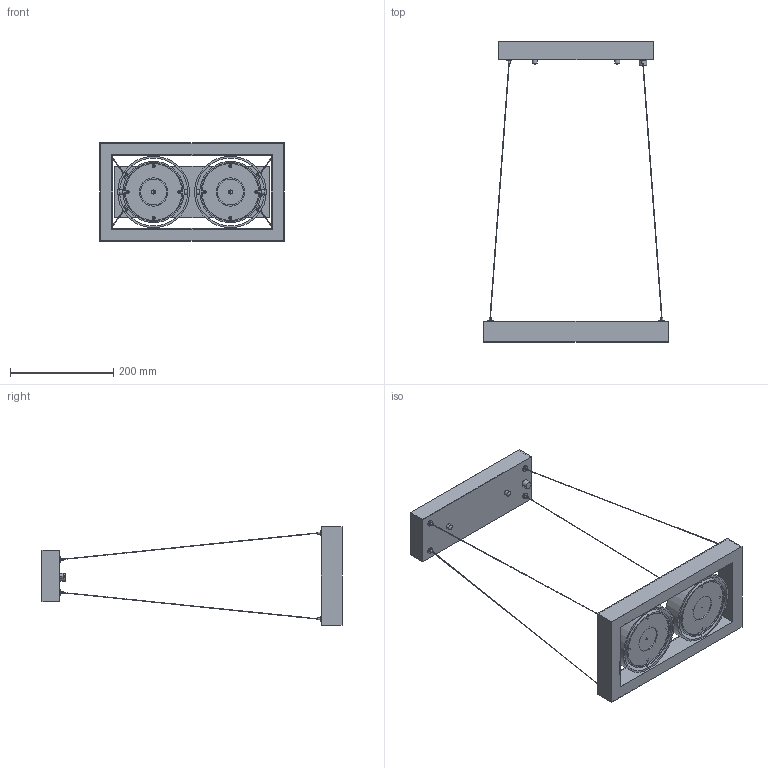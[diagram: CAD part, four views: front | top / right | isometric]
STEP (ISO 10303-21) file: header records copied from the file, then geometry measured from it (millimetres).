
FILE_DESCRIPTION (( 'STEP AP214' ), '1' );
FILE_NAME ('LPL358.STEP', '2021-12-01T03:29:15', ( 'GH' ), ( 'Microsoft' ), 'SwSTEP 2.0', 'SolidWorks 2013', '' );
FILE_SCHEMA (( 'AUTOMOTIVE_DESIGN' ));
Length unit declared in the file: millimetre
Products named in the file (12): M4x12麥芛囀鞠褒蹟佪; 笢遠-笢; 謗芛裂腑菁碟; 謗芛源遺; LPL358; 裂腑腑芛-笢; GLA-5510 GLA-5520 GLA-5530+CREE1507+A-15XXM; GLA-5510 GLA-5520 GLA-5530閉情芵噩; 笢綴厙え; 笢埴遠; 笢腑芠; 潔路翐
Assembly tree (14 placements, depth 4):
  LPL358
    謗芛源遺
    謗芛裂腑菁碟
    裂腑腑芛-笢  x2
      笢遠-笢
      M4x12麥芛囀鞠褒蹟佪
      潔路翐
      笢腑芠
      笢埴遠
      笢綴厙え
      GLA-5510 GLA-5520 GLA-5530+CREE1507+A-15XXM
        GLA-5510 GLA-5520 GLA-5530閉情芵噩
Bounding box: 358 x 582.5 x 191.5 mm (x, y, z)
Volume: 600817.3 mm3; surface area: 583242.6 mm2
Topology: 20 solids, 20 shells, 1254 faces, 2836 edges, 1668 vertices
Faces by surface type: cylinder 834, bspline 184, plane 174, cone 48, torus 12, sphere 2
Entity records: 23986 total; most frequent: CARTESIAN_POINT 9959, ORIENTED_EDGE 2968, DIRECTION 2366, EDGE_CURVE 1484, VERTEX_POINT 880, AXIS2_PLACEMENT_3D 839, EDGE_LOOP 726, LINE 688
